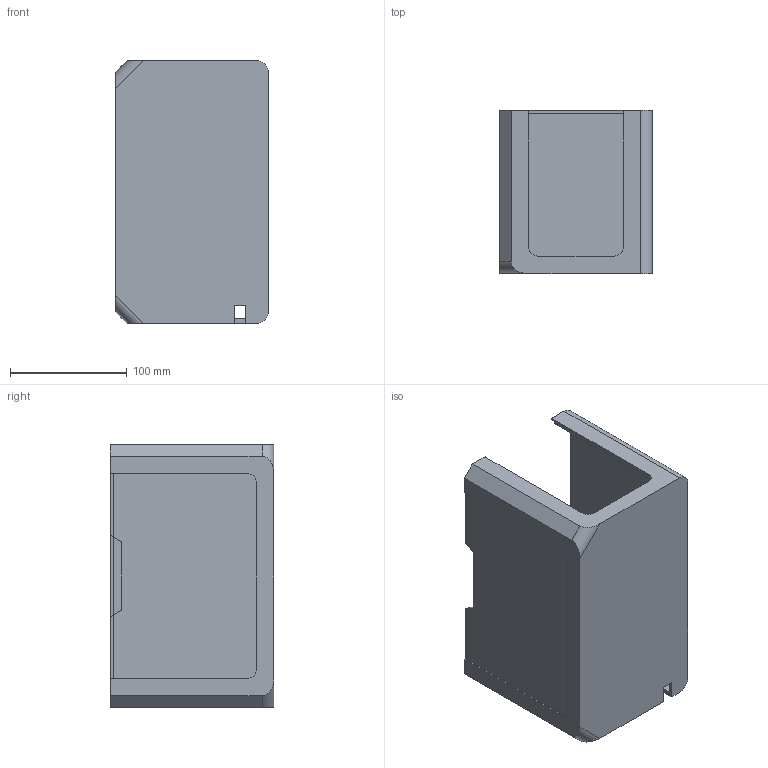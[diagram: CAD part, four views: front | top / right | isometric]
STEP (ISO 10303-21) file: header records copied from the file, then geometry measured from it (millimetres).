
FILE_DESCRIPTION (( 'STEP AP203' ), '1' );
FILE_NAME ('OuterBottomBen.STEP', '2018-09-05T01:08:41', ( '' ), ( '' ), 'SwSTEP 2.0', 'SolidWorks 2017', '' );
FILE_SCHEMA (( 'CONFIG_CONTROL_DESIGN' ));
Length unit declared in the file: millimetre
Products named in the file (1): OuterBottomBen
Bounding box: 130.8 x 140 x 225 mm (x, y, z)
Surface area: 227488 mm2 (no closed solid volume)
Topology: 0 solids, 3 shells, 72 faces, 216 edges, 146 vertices
Faces by surface type: plane 54, cylinder 18
Entity records: 2483 total; most frequent: CARTESIAN_POINT 495, ORIENTED_EDGE 406, DIRECTION 372, EDGE_CURVE 216, LINE 166, VECTOR 166, VERTEX_POINT 146, AXIS2_PLACEMENT_3D 103
